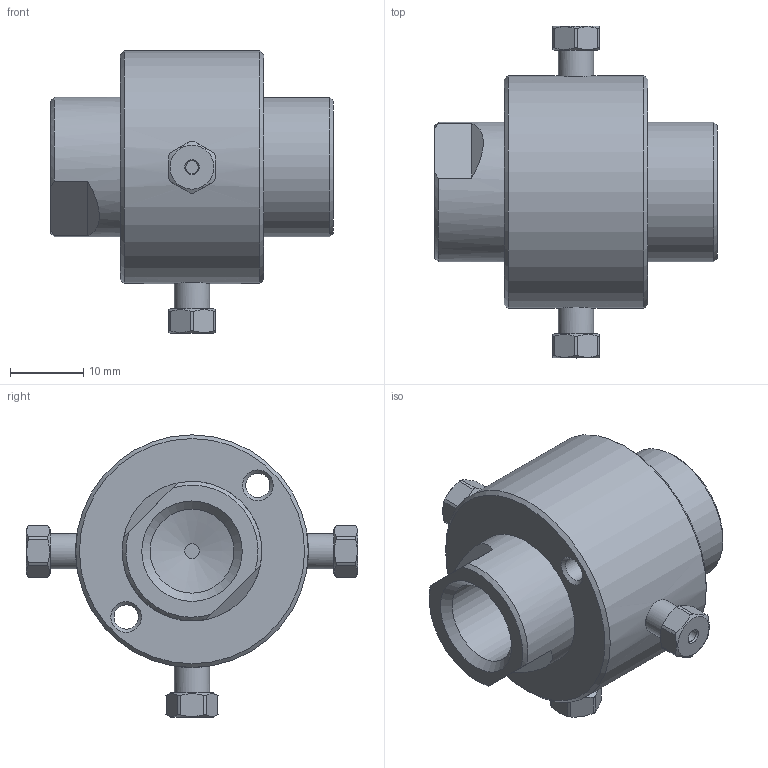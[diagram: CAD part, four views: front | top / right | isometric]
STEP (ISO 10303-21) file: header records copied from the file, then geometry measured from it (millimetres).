
FILE_DESCRIPTION(/* description */ ('Manifold pipe adapter, 1/4" female to 1/16" ZDV'),/* implementation_level */ '2;1');
FILE_NAME(/* name */ '305236-FP2Z3M41 Manifold pipe adapter.stp',/* time_stamp */ '2016-05-09T15:41:08+02:00',/* author */ ('Franzp'),/* organization */ (''),/* preprocessor_version */ 'ST-DEVELOPER v15.6',/* originating_system */ 'Autodesk Inventor 2015',/* authorisation */ '');
FILE_SCHEMA (('AUTOMOTIVE_DESIGN { 1 0 10303 214 3 1 1 }'));
Length unit declared in the file: centimetre
Products named in the file (1): 305236
Bounding box: 38.61 x 45.29 x 38.52 mm (x, y, z)
Volume: 18030 mm3; surface area: 6452.9 mm2
Topology: 1 solids, 1 shells, 96 faces, 242 edges, 160 vertices
Faces by surface type: plane 37, cylinder 31, cone 28
Full cylindrical faces by diameter (mm): 1.727 x3, 3.302 x2, 4.826 x3, 11.445 x2, 19.05 x2, 31.75 x1
Entity records: 2806 total; most frequent: CARTESIAN_POINT 654, DIRECTION 418, ORIENTED_EDGE 384, EDGE_CURVE 192, AXIS2_PLACEMENT_3D 187, EDGE_LOOP 146, VERTEX_POINT 144, FACE_OUTER_BOUND 96
